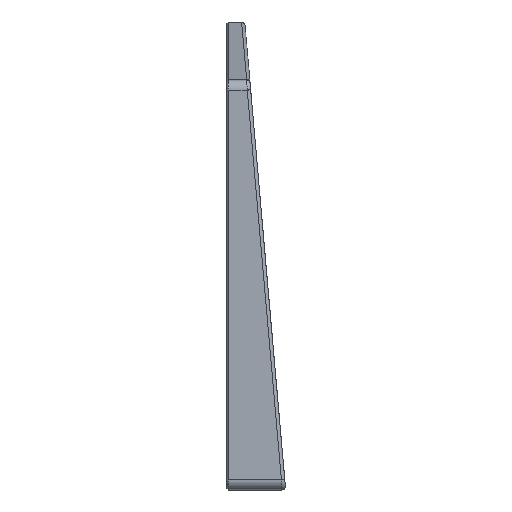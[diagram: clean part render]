
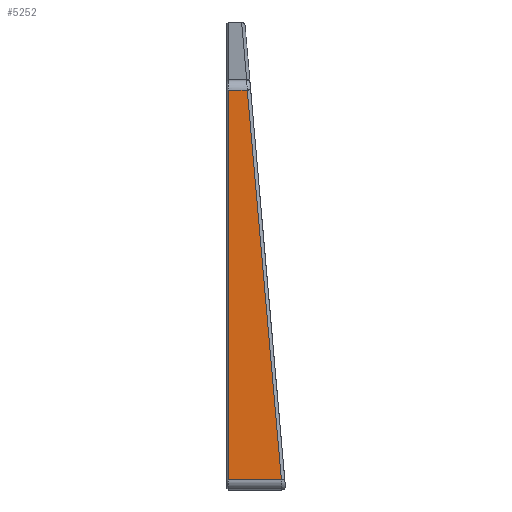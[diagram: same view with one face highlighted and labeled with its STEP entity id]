
A CAD part, left-side view. The second image highlights one B-rep face of the part: STEP entity #5252.
In plain terms, the highlighted planar face has unit normal (-1, 0, 0).
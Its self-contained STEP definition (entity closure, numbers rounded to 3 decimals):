
#331=PLANE('',#5772);
#621=FACE_OUTER_BOUND('',#942,.T.);
#942=EDGE_LOOP('',(#4819,#4820,#4821,#4822));
#1215=LINE('',#7441,#1713);
#1638=LINE('',#8997,#2136);
#1651=LINE('',#9156,#2149);
#1652=LINE('',#9158,#2150);
#1713=VECTOR('',#5912,10.);
#2136=VECTOR('',#7175,10.);
#2149=VECTOR('',#7242,10.);
#2150=VECTOR('',#7245,10.);
#2211=VERTEX_POINT('',#7433);
#2213=VERTEX_POINT('',#7439);
#2627=VERTEX_POINT('',#8991);
#2628=VERTEX_POINT('',#8995);
#2705=EDGE_CURVE('',#2213,#2211,#1215,.T.);
#3351=EDGE_CURVE('',#2628,#2627,#1638,.T.);
#3378=EDGE_CURVE('',#2627,#2213,#1651,.T.);
#3379=EDGE_CURVE('',#2211,#2628,#1652,.T.);
#4819=ORIENTED_EDGE('',*,*,#2705,.F.);
#4820=ORIENTED_EDGE('',*,*,#3378,.F.);
#4821=ORIENTED_EDGE('',*,*,#3351,.F.);
#4822=ORIENTED_EDGE('',*,*,#3379,.F.);
#5252=ADVANCED_FACE('',(#621),#331,.T.);
#5772=AXIS2_PLACEMENT_3D('',#9157,#7243,#7244);
#5912=DIRECTION('',(0.,0.,1.));
#7175=DIRECTION('',(0.,-0.087,-0.996));
#7242=DIRECTION('',(0.,1.,0.));
#7243=DIRECTION('center_axis',(-1.,0.,0.));
#7244=DIRECTION('ref_axis',(0.,0.,-1.));
#7245=DIRECTION('',(0.,-1.,0.));
#7433=CARTESIAN_POINT('',(-159.707,-6.5,203.293));
#7439=CARTESIAN_POINT('',(-159.707,-6.5,88.252));
#7441=CARTESIAN_POINT('',(-159.707,-6.5,180.341));
#8991=CARTESIAN_POINT('',(-159.707,-22.155,88.252));
#8995=CARTESIAN_POINT('',(-159.707,-12.091,203.293));
#8997=CARTESIAN_POINT('',(-159.707,-17.263,144.17));
#9156=CARTESIAN_POINT('',(-159.707,-6.,88.252));
#9157=CARTESIAN_POINT('Origin',(-159.707,-6.,206.293));
#9158=CARTESIAN_POINT('',(-159.707,-6.,203.293));
